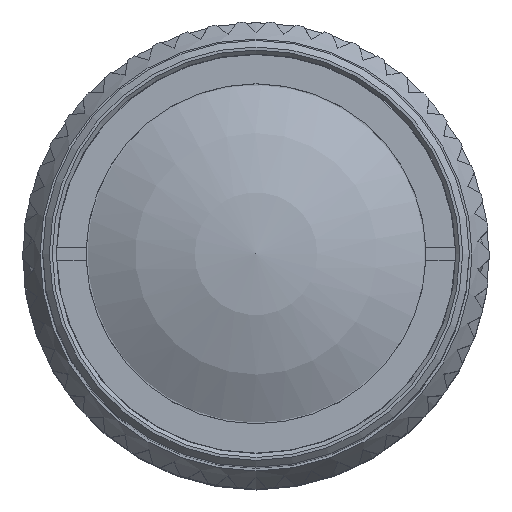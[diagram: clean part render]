
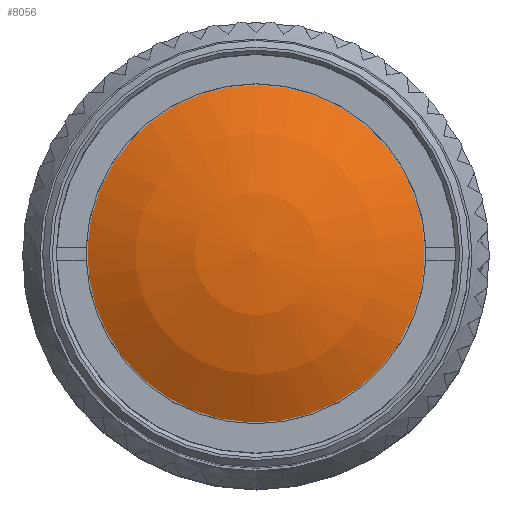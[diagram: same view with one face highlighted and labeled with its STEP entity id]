
A CAD part, top view. The second image highlights one B-rep face of the part: STEP entity #8056.
In plain terms, the highlighted spherical face has radius 26.49 mm.
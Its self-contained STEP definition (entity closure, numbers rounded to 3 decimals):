
#987=SPHERICAL_SURFACE('',#8866,26.49);
#2326=FACE_OUTER_BOUND('',#2968,.T.);
#2968=EDGE_LOOP('',(#6782));
#3506=CIRCLE('',#8864,13.25);
#4149=VERTEX_POINT('',#13578);
#5084=EDGE_CURVE('',#4149,#4149,#3506,.T.);
#6782=ORIENTED_EDGE('',*,*,#5084,.T.);
#8056=ADVANCED_FACE('',(#2326),#987,.T.);
#8864=AXIS2_PLACEMENT_3D('',#13579,#10565,#10566);
#8866=AXIS2_PLACEMENT_3D('',#13582,#10569,#10570);
#10565=DIRECTION('center_axis',(0.,0.,
1.));
#10566=DIRECTION('ref_axis',(-0.469,0.883,0.));
#10569=DIRECTION('center_axis',(0.,0.,
-1.));
#10570=DIRECTION('ref_axis',(-0.469,0.883,0.));
#13578=CARTESIAN_POINT('',(6.217,-11.701,121.016));
#13579=CARTESIAN_POINT('Origin',(0.,0.,
121.016));
#13582=CARTESIAN_POINT('Origin',(0.,0.,
98.078));
